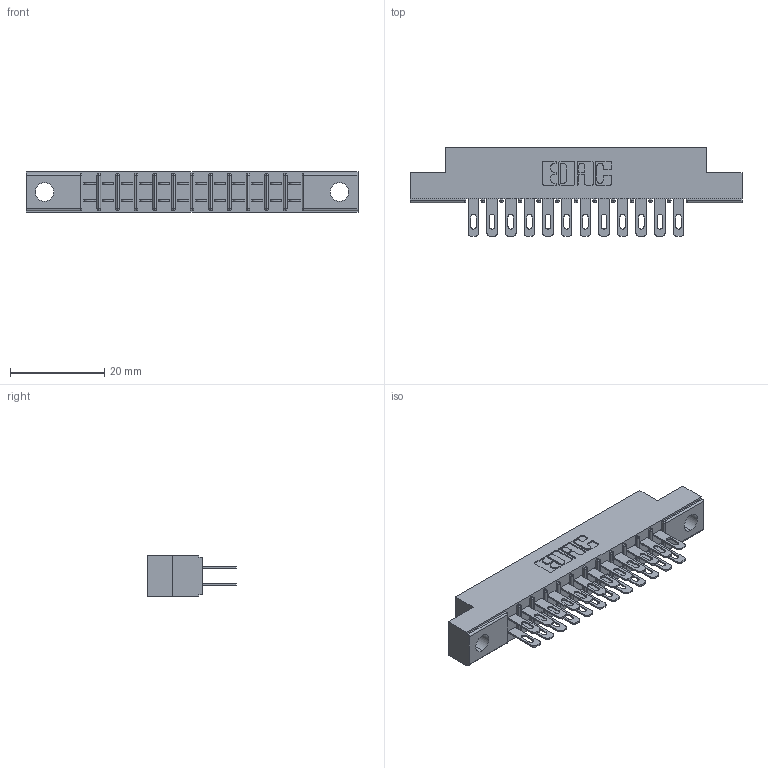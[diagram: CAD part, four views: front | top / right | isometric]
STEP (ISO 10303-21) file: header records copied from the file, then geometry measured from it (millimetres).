
FILE_DESCRIPTION (( 'STEP AP203' ), '1' );
FILE_NAME ('305-024-500-504.STEP', '2019-09-09T14:01:26', ( '' ), ( '' ), 'SwSTEP 2.0', 'SolidWorks 2016', '' );
FILE_SCHEMA (( 'CONFIG_CONTROL_DESIGN' ));
Length unit declared in the file: inch
Products named in the file (3): 305-290-001_500; 305 Part_.156 Dia; 305-024-500-504
Assembly tree (25 placements, depth 2):
  305-024-500-504
    305 Part_.156 Dia
    305-290-001_500  x24
Bounding box: 70.56 x 18.85 x 8.71 mm (x, y, z)
Volume: 4236 mm3; surface area: 8126 mm2
Topology: 25 solids, 25 shells, 1330 faces, 3796 edges, 2464 vertices
Faces by surface type: plane 754, cylinder 528, sphere 48
Entity records: 17085 total; most frequent: CARTESIAN_POINT 2832, ORIENTED_EDGE 2804, DIRECTION 2758, EDGE_CURVE 1402, VECTOR 1106, LINE 1106, VERTEX_POINT 900, AXIS2_PLACEMENT_3D 826
